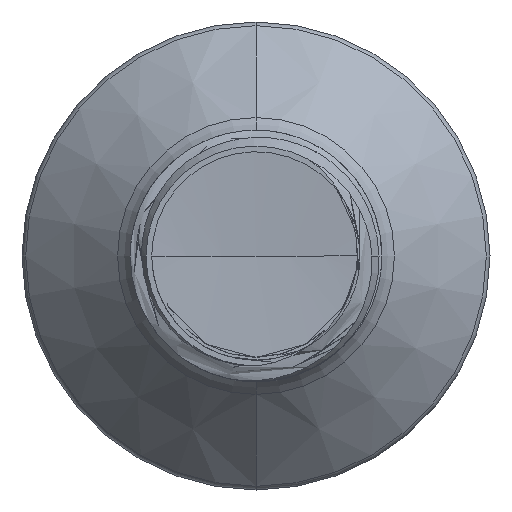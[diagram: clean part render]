
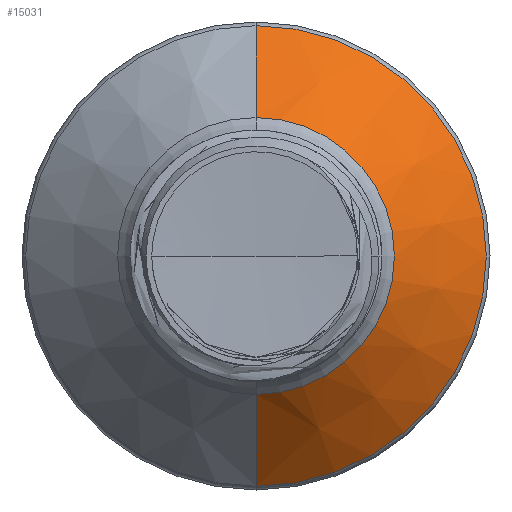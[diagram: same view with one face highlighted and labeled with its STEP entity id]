
A CAD part, front view. The second image highlights one B-rep face of the part: STEP entity #15031.
In plain terms, the highlighted conical face has half-angle 45 degrees and reference radius 2.75 mm.
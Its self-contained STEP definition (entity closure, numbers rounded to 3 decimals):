
#1650 = CARTESIAN_POINT ( 'NONE',  ( 0., 31.365, 2.75 ) ) ;
#3116 = VECTOR ( 'NONE', #3964, 1000. ) ;
#3840 = DIRECTION ( 'NONE',  ( 0., 0., 1. ) ) ;
#3859 = DIRECTION ( 'NONE',  ( 0., 1., 0. ) ) ;
#3901 = CARTESIAN_POINT ( 'NONE',  ( 0., 33.192, 0. ) ) ;
#3964 = DIRECTION ( 'NONE',  ( 0., 0.707, 0.707 ) ) ;
#4019 = CARTESIAN_POINT ( 'NONE',  ( 0., 31.365, 2.75 ) ) ;
#5472 = AXIS2_PLACEMENT_3D ( 'NONE', #42832, #41918, #42758 ) ;
#5839 = VERTEX_POINT ( 'NONE', #17032 ) ;
#8713 = DIRECTION ( 'NONE',  ( 0., 0.707, -0.707 ) ) ;
#8769 = CARTESIAN_POINT ( 'NONE',  ( 0., 31.365, -2.75 ) ) ;
#10609 = EDGE_CURVE ( 'NONE', #12626, #14004, #12120, .T. ) ;
#10757 = EDGE_CURVE ( 'NONE', #14004, #5839, #42019, .T. ) ;
#11035 = EDGE_CURVE ( 'NONE', #25580, #5839, #39167, .T. ) ;
#11095 = EDGE_CURVE ( 'NONE', #12626, #25580, #40100, .T. ) ;
#11771 = DIRECTION ( 'NONE',  ( 0., 0., 1. ) ) ;
#11832 = DIRECTION ( 'NONE',  ( 0., 1., 0. ) ) ;
#11875 = CARTESIAN_POINT ( 'NONE',  ( 0., 31.365, 0. ) ) ;
#12120 = CIRCLE ( 'NONE', #39319, 2.75 ) ;
#12364 = CARTESIAN_POINT ( 'NONE',  ( 0., 31.365, -2.75 ) ) ;
#12626 = VERTEX_POINT ( 'NONE', #1650 ) ;
#12751 = ORIENTED_EDGE ( 'NONE', *, *, #10609, .T. ) ;
#13459 = EDGE_LOOP ( 'NONE', ( #12751, #30261, #14012, #30730 ) ) ;
#14004 = VERTEX_POINT ( 'NONE', #12364 ) ;
#14012 = ORIENTED_EDGE ( 'NONE', *, *, #11035, .F. ) ;
#15031 = ADVANCED_FACE ( 'NONE', ( #16998 ), #40982, .T. ) ;
#16998 = FACE_OUTER_BOUND ( 'NONE', #13459, .T. ) ;
#17032 = CARTESIAN_POINT ( 'NONE',  ( 0., 33.192, -4.577 ) ) ;
#23578 = AXIS2_PLACEMENT_3D ( 'NONE', #3901, #3859, #3840 ) ;
#25580 = VERTEX_POINT ( 'NONE', #26561 ) ;
#26561 = CARTESIAN_POINT ( 'NONE',  ( 0., 33.192, 4.577 ) ) ;
#30261 = ORIENTED_EDGE ( 'NONE', *, *, #10757, .T. ) ;
#30730 = ORIENTED_EDGE ( 'NONE', *, *, #11095, .F. ) ;
#39167 = CIRCLE ( 'NONE', #23578, 4.577 ) ;
#39319 = AXIS2_PLACEMENT_3D ( 'NONE', #11875, #11832, #11771 ) ;
#40100 = LINE ( 'NONE', #4019, #3116 ) ;
#40982 = CONICAL_SURFACE ( 'NONE', #5472, 2.75, 0.785 ) ;
#41063 = VECTOR ( 'NONE', #8713, 1000. ) ;
#41918 = DIRECTION ( 'NONE',  ( 0., 1., 0. ) ) ;
#42019 = LINE ( 'NONE', #8769, #41063 ) ;
#42758 = DIRECTION ( 'NONE',  ( 0., 0., 1. ) ) ;
#42832 = CARTESIAN_POINT ( 'NONE',  ( 0., 31.365, 0. ) ) ;
